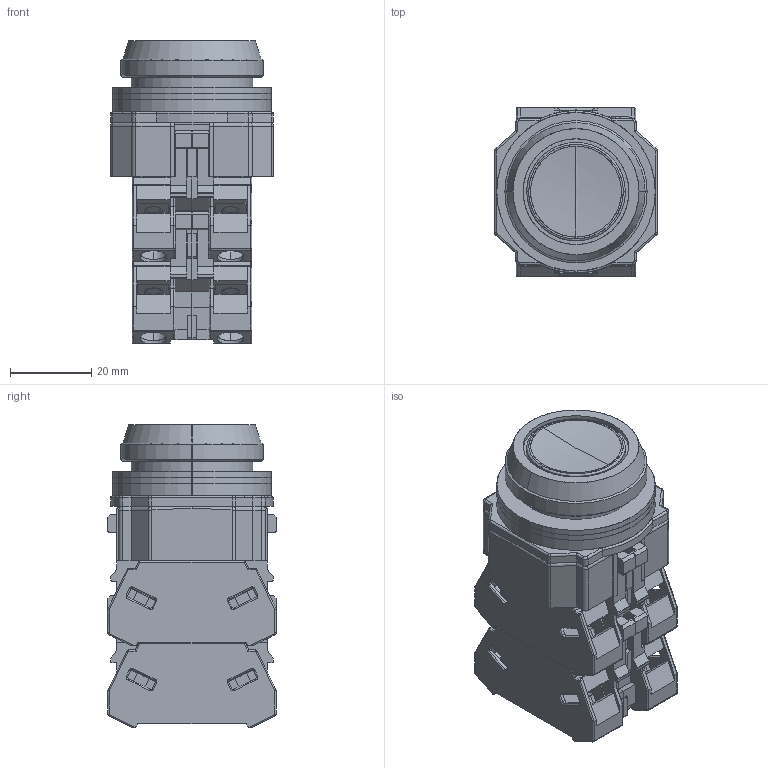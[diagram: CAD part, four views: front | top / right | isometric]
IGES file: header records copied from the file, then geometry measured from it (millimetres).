
Start section: SolidWorks IGES file using analytic representation for surfaces
Global section: file name: OUTSIDE-ABD1_AOD1.IGS,15; native system: HSolidWorks 2014; preprocessor: SolidWorks 2014; author: 1002606; date: 170313.124727; units: millimetre
Bounding box: 40 x 41.4 x 74.4 mm (x, y, z)
Surface area: 33628.7 mm2 (no closed solid volume)
Topology: 0 solids, 0 shells, 1286 faces, 11581 edges, 11559 vertices
Faces by surface type: bspline 906, revolution 380
